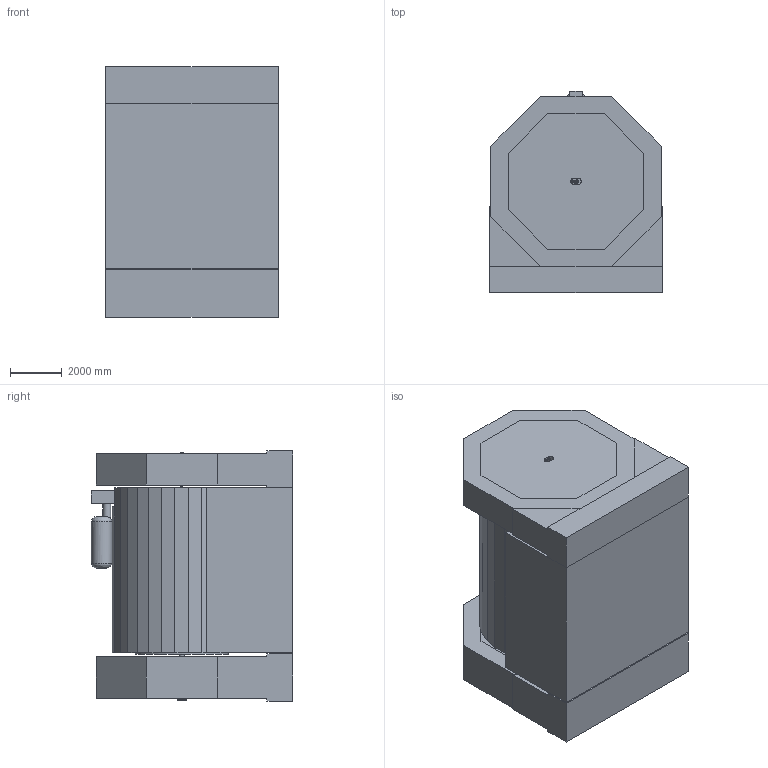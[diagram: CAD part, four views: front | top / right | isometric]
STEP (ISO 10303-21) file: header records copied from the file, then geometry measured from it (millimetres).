
FILE_DESCRIPTION(/* description */ (''),/* implementation_level */ '2;1');
FILE_NAME(/* name */ 'Conceptual EPIC Envelope.stp',/* time_stamp */ '2025-05-01T18:00:32-04:00',/* author */ ('dcacace'),/* organization */ (''),/* preprocessor_version */ 'ST-DEVELOPER v20',/* originating_system */ 'Autodesk Inventor 2024',/* authorisation */ '');
FILE_SCHEMA (('AUTOMOTIVE_DESIGN { 1 0 10303 214 3 1 1 }'));
Products named in the file (25): Assembly13; EPIC; Carriage Barrel; HCal Barrel; Magnet; HCal Support Rings; EMCal Barrel; SVT; MPGD Rings; pfRICH; EMCal Backward; AC LGAD Ring; dRICH; Beam Pipe; HCal Backward; EMCal Forward; HCal Forward; Carriage Backward; Carriage Forward; Flux Return Backward; Flux Return Forward; Flux Return Ring Backward; Flux Return Ring Forward; Flux Return End Backward; GST Replacment Rail Consept
Assembly tree (24 placements, depth 3):
  Assembly13
    EPIC
      Carriage Barrel
      HCal Barrel
      Magnet
      HCal Support Rings
      EMCal Barrel
      SVT
      MPGD Rings
      pfRICH
      EMCal Backward
      AC LGAD Ring
      dRICH
      Beam Pipe
      HCal Backward
      EMCal Forward
      HCal Forward
      Carriage Backward
      Carriage Forward
      Flux Return Backward
      Flux Return Forward
      Flux Return Ring Backward
      Flux Return Ring Forward
      Flux Return End Backward
    GST Replacment Rail Consept
Bounding box: 6700 x 7802.5 x 9688 mm (x, y, z)
Volume: 342546180187.8 mm3; surface area: 1357700399.6 mm2
Topology: 146 solids, 147 shells, 1332 faces, 2984 edges, 1983 vertices
Faces by surface type: plane 1192, cylinder 109, cone 29, bspline 2
Full cylindrical faces by diameter (mm): 28.575 x2, 38.1 x1, 44.464 x1, 63.524 x1, 67 x2, 69.85 x1, 72 x1, 74 x6, 77 x2, 90 x2, 96 x1, 98 x1, 100 x2, 110 x1, 114.3 x1, 122 x2, 130 x3, 171.45 x1, 222.25 x1, 240 x1, 242 x1, 250 x1, 260 x1, 290 x2, 300 x2, 336.55 x1, 460 x2, 540 x1, 570 x1, 800 x1
Entity records: 37814 total; most frequent: CARTESIAN_POINT 6561, DIRECTION 6014, ORIENTED_EDGE 5968, EDGE_CURVE 2984, LINE 2708, VECTOR 2708, VERTEX_POINT 1983, AXIS2_PLACEMENT_3D 1653
